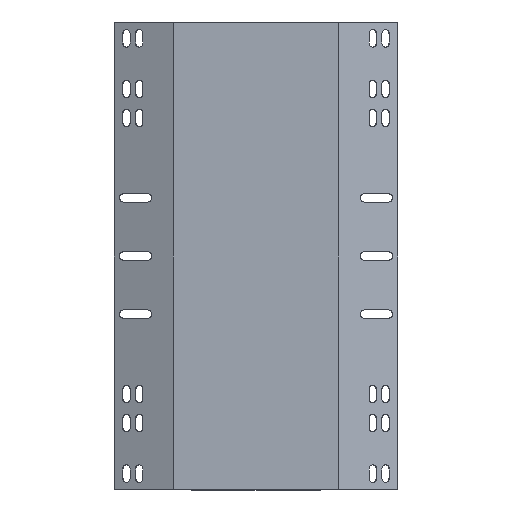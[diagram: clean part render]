
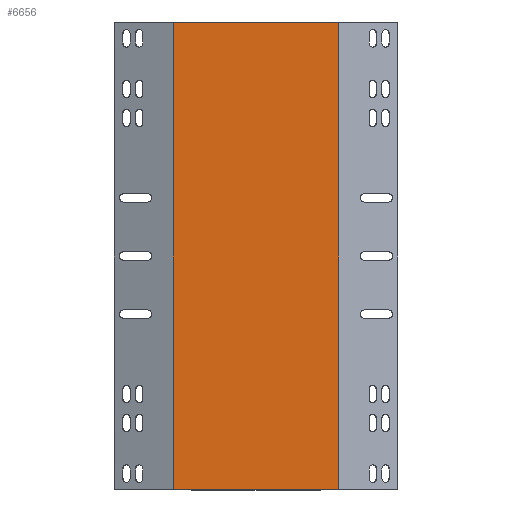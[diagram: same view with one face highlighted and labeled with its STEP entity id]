
A CAD part, front view. The second image highlights one B-rep face of the part: STEP entity #6656.
In plain terms, the highlighted planar face has unit normal (0, -1, 0).
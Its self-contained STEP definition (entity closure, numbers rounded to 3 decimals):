
#42 = EDGE_CURVE ( 'NONE', #2221, #4832, #8810, .T. ) ;
#263 = VECTOR ( 'NONE', #4745, 1000. ) ;
#825 = ORIENTED_EDGE ( 'NONE', *, *, #3722, .T. ) ;
#851 = ORIENTED_EDGE ( 'NONE', *, *, #3117, .F. ) ;
#857 = PLANE ( 'NONE',  #7869 ) ;
#890 = ORIENTED_EDGE ( 'NONE', *, *, #8105, .F. ) ;
#917 = ORIENTED_EDGE ( 'NONE', *, *, #42, .T. ) ;
#1434 = VECTOR ( 'NONE', #5429, 1000. ) ;
#1437 = LINE ( 'NONE', #5438, #1434 ) ;
#1440 = DIRECTION ( 'NONE',  ( 0., 0., 1. ) ) ;
#1608 = DIRECTION ( 'NONE',  ( 0., 1., 0. ) ) ;
#2221 = VERTEX_POINT ( 'NONE', #2229 ) ;
#2229 = CARTESIAN_POINT ( 'NONE',  ( -93.377, -23.927, -225.8 ) ) ;
#2334 = CARTESIAN_POINT ( 'NONE',  ( -93.218, -23.927, 175. ) ) ;
#2563 = LINE ( 'NONE', #4840, #263 ) ;
#2852 = VERTEX_POINT ( 'NONE', #8189 ) ;
#3117 = EDGE_CURVE ( 'NONE', #2852, #3781, #3818, .T. ) ;
#3708 = VECTOR ( 'NONE', #7451, 1000. ) ;
#3722 = EDGE_CURVE ( 'NONE', #4832, #3781, #1437, .T. ) ;
#3781 = VERTEX_POINT ( 'NONE', #5304 ) ;
#3818 = LINE ( 'NONE', #7521, #3708 ) ;
#4745 = DIRECTION ( 'NONE',  ( 0., 0., 1. ) ) ;
#4832 = VERTEX_POINT ( 'NONE', #6870 ) ;
#4837 = EDGE_LOOP ( 'NONE', ( #825, #851, #890, #917 ) ) ;
#4840 = CARTESIAN_POINT ( 'NONE',  ( -93.377, -23.927, -226.657 ) ) ;
#5304 = CARTESIAN_POINT ( 'NONE',  ( 49.141, -23.927, 175.8 ) ) ;
#5429 = DIRECTION ( 'NONE',  ( 0., 0., 1. ) ) ;
#5438 = CARTESIAN_POINT ( 'NONE',  ( 49.141, -23.927, -226.657 ) ) ;
#6656 = ADVANCED_FACE ( 'NONE', ( #6739 ), #857, .F. ) ;
#6739 = FACE_OUTER_BOUND ( 'NONE', #4837, .T. ) ;
#6870 = CARTESIAN_POINT ( 'NONE',  ( 49.141, -23.927, -225.8 ) ) ;
#7451 = DIRECTION ( 'NONE',  ( 1., 0., 0. ) ) ;
#7521 = CARTESIAN_POINT ( 'NONE',  ( -94.349, -23.927, 175.8 ) ) ;
#7869 = AXIS2_PLACEMENT_3D ( 'NONE', #2334, #1608, #1440 ) ;
#8105 = EDGE_CURVE ( 'NONE', #2221, #2852, #2563, .T. ) ;
#8189 = CARTESIAN_POINT ( 'NONE',  ( -93.377, -23.927, 175.8 ) ) ;
#8810 = LINE ( 'NONE', #8975, #8913 ) ;
#8913 = VECTOR ( 'NONE', #8941, 1000. ) ;
#8941 = DIRECTION ( 'NONE',  ( 1., 0., 0. ) ) ;
#8975 = CARTESIAN_POINT ( 'NONE',  ( -94.349, -23.927, -225.8 ) ) ;
